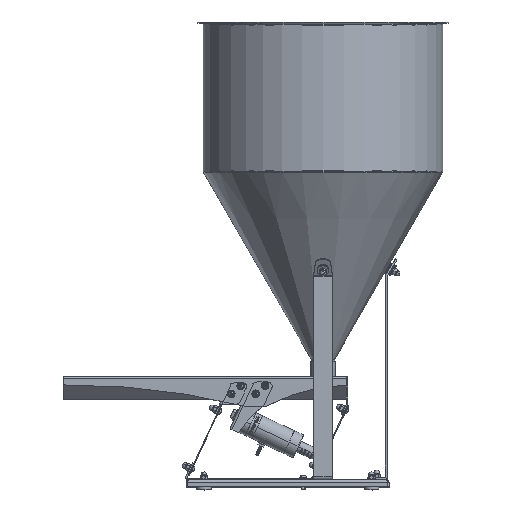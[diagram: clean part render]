
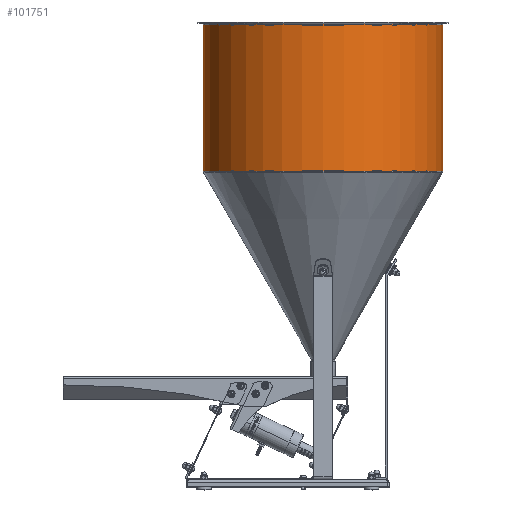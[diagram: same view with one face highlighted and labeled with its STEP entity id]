
A CAD part, top view. The second image highlights one B-rep face of the part: STEP entity #101751.
In plain terms, the highlighted cylindrical face has radius 254 mm (diameter 508 mm), a partial arc.
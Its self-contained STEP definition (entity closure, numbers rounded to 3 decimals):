
#2745 = CYLINDRICAL_SURFACE ( 'NONE', #69862, 254. ) ;
#2750 = FACE_OUTER_BOUND ( 'NONE', #26075, .T. ) ;
#4413 = CARTESIAN_POINT ( 'NONE',  ( 0., 668.979, 0. ) ) ;
#4419 = CARTESIAN_POINT ( 'NONE',  ( -254., 221., 0. ) ) ;
#4420 = DIRECTION ( 'NONE',  ( 0., -1., 0. ) ) ;
#4422 = DIRECTION ( 'NONE',  ( 0., 1., 0. ) ) ;
#4423 = DIRECTION ( 'NONE',  ( 1., 0., 0. ) ) ;
#5614 = DIRECTION ( 'NONE',  ( -1., 0., 0. ) ) ;
#5625 = DIRECTION ( 'NONE',  ( 0., -1., 0. ) ) ;
#5627 = CARTESIAN_POINT ( 'NONE',  ( 0., 221., 0. ) ) ;
#22527 = AXIS2_PLACEMENT_3D ( 'NONE', #51194, #51196, #51198 ) ;
#22697 = AXIS2_PLACEMENT_3D ( 'NONE', #4413, #4422, #4423 ) ;
#26075 = EDGE_LOOP ( 'NONE', ( #87447, #87438, #87439, #87436 ) ) ;
#31137 = CIRCLE ( 'NONE', #22527, 254. ) ;
#31551 = VECTOR ( 'NONE', #51660, 1000. ) ;
#31559 = LINE ( 'NONE', #51649, #31551 ) ;
#32515 = CARTESIAN_POINT ( 'NONE',  ( 254., 979.64, 0. ) ) ;
#50420 = EDGE_CURVE ( 'NONE', #94610, #94615, #31137, .T. ) ;
#50514 = EDGE_CURVE ( 'NONE', #94610, #94919, #31559, .T. ) ;
#50588 = EDGE_CURVE ( 'NONE', #94615, #94921, #92398, .T. ) ;
#50589 = EDGE_CURVE ( 'NONE', #94921, #94919, #92404, .T. ) ;
#51194 = CARTESIAN_POINT ( 'NONE',  ( 0., 979.64, 0. ) ) ;
#51196 = DIRECTION ( 'NONE',  ( 0., -1., 0. ) ) ;
#51198 = DIRECTION ( 'NONE',  ( -1., 0., 0. ) ) ;
#51649 = CARTESIAN_POINT ( 'NONE',  ( 254., 221., 0. ) ) ;
#51660 = DIRECTION ( 'NONE',  ( 0., -1., 0. ) ) ;
#69862 = AXIS2_PLACEMENT_3D ( 'NONE', #5627, #5625, #5614 ) ;
#76332 = CARTESIAN_POINT ( 'NONE',  ( -254., 979.64, 0. ) ) ;
#76686 = CARTESIAN_POINT ( 'NONE',  ( 254., 668.979, 0. ) ) ;
#76690 = CARTESIAN_POINT ( 'NONE',  ( -254., 668.979, 0. ) ) ;
#87436 = ORIENTED_EDGE ( 'NONE', *, *, #50589, .T. ) ;
#87438 = ORIENTED_EDGE ( 'NONE', *, *, #50420, .T. ) ;
#87439 = ORIENTED_EDGE ( 'NONE', *, *, #50588, .T. ) ;
#87447 = ORIENTED_EDGE ( 'NONE', *, *, #50514, .F. ) ;
#92398 = LINE ( 'NONE', #4419, #92400 ) ;
#92400 = VECTOR ( 'NONE', #4420, 1000. ) ;
#92404 = CIRCLE ( 'NONE', #22697, 254. ) ;
#94610 = VERTEX_POINT ( 'NONE', #32515 ) ;
#94615 = VERTEX_POINT ( 'NONE', #76332 ) ;
#94919 = VERTEX_POINT ( 'NONE', #76686 ) ;
#94921 = VERTEX_POINT ( 'NONE', #76690 ) ;
#101751 = ADVANCED_FACE ( 'NONE', ( #2750 ), #2745, .T. ) ;
